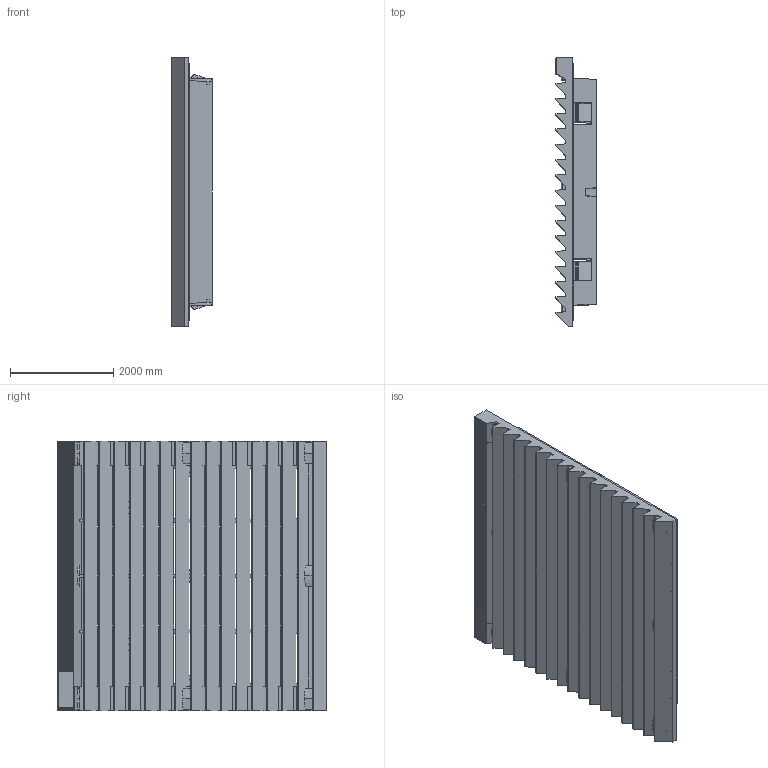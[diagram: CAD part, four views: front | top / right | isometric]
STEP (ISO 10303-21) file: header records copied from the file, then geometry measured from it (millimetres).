
FILE_DESCRIPTION (( 'STEP AP203' ), '1' );
FILE_NAME ('LFG172.stp', '2024-03-04T20:40:25', ( '' ), ( '' ), 'SwSTEP 2.0', 'SolidWorks 2018', '' );
FILE_SCHEMA (( 'CONFIG_CONTROL_DESIGN' ));
Length unit declared in the file: millimetre
Products named in the file (1): LFG172
Bounding box: 788.82 x 5207 x 5232.4 mm (x, y, z)
Volume: 3282092230.8 mm3; surface area: 161841609.4 mm2
Topology: 27 solids, 27 shells, 2141 faces, 6498 edges, 4224 vertices
Faces by surface type: plane 1647, cylinder 470, torus 24
Entity records: 77454 total; most frequent: CARTESIAN_POINT 18755, ORIENTED_EDGE 12996, DIRECTION 11285, EDGE_CURVE 6498, VECTOR 4969, LINE 4969, VERTEX_POINT 4224, AXIS2_PLACEMENT_3D 3158
